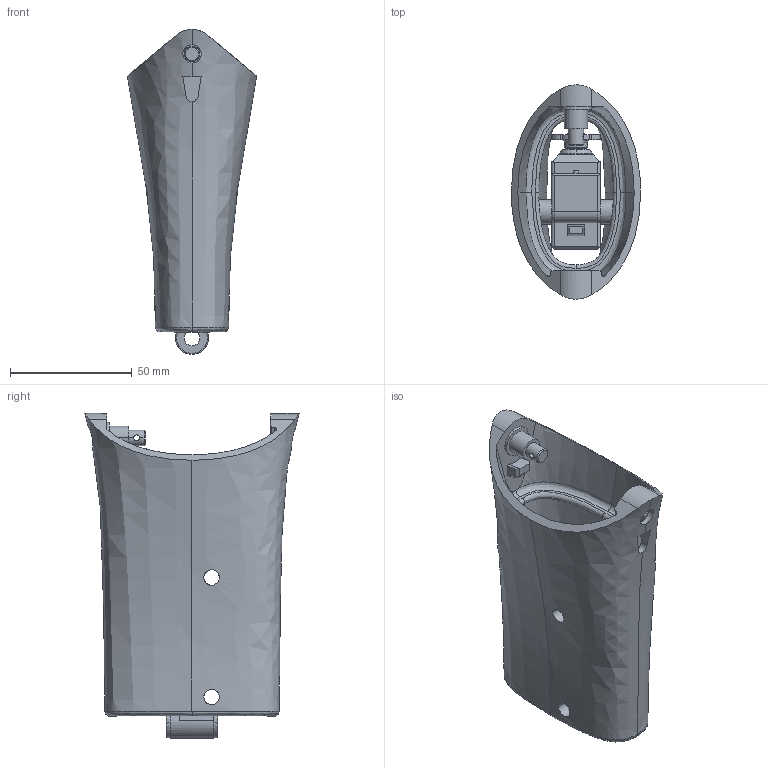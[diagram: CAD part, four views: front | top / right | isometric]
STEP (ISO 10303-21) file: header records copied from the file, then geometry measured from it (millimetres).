
FILE_DESCRIPTION((''),'2;1');
FILE_NAME('SAMUNO_CAUDAL','2022-07-18T18:40:32',('apm49'),(''),'CREO PARAMETRIC BY PTC INC, 2019344','CREO PARAMETRIC BY PTC INC, 2019344','');
FILE_SCHEMA(('CONFIG_CONTROL_DESIGN'));
Length unit declared in the file: millimetre
Products named in the file (1): SAMUNO_CAUDAL
Bounding box: 52.94 x 87.85 x 133.25 mm (x, y, z)
Volume: 107230.3 mm3; surface area: 56481.1 mm2
Topology: 1 solids, 1 shells, 510 faces, 1554 edges, 1004 vertices
Faces by surface type: plane 235, cylinder 194, bspline 46, cone 29, torus 6
Entity records: 25570 total; most frequent: CARTESIAN_POINT 11760, ORIENTED_EDGE 3104, DIRECTION 2688, EDGE_CURVE 1552, VERTEX_POINT 1004, AXIS2_PLACEMENT_3D 926, VECTOR 836, LINE 836
